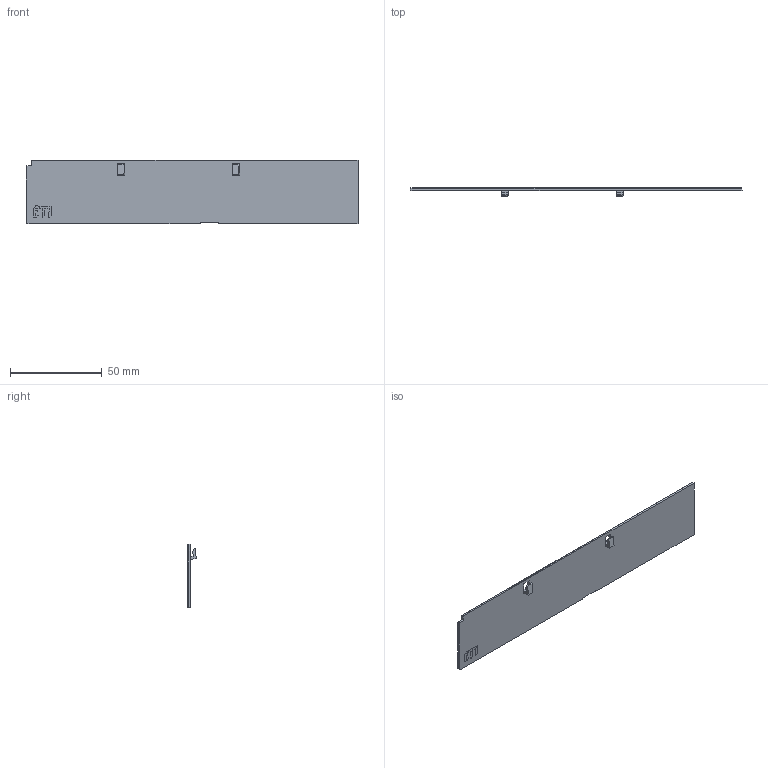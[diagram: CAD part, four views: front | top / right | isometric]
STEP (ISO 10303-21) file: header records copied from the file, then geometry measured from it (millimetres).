
FILE_DESCRIPTION((''),'2;1');
FILE_NAME('G8431046_A-SST-60_3-A_SEITLICHE_ASM','2021-05-13T',('marketing.praksa'),('Audax d.o.o.'),'CREO PARAMETRIC BY PTC INC, 2017480','CREO PARAMETRIC BY PTC INC, 2017480','');
FILE_SCHEMA(('AUTOMOTIVE_DESIGN { 1 0 10303 214 1 1 1 1 }'));
Products named in the file (3): _____ETI_LOGO; 88; G8431046_A-SST-60_3-A_SEITLICHE_ASM
Assembly tree (2 placements, depth 2):
  G8431046_A-SST-60_3-A_SEITLICHE_ASM
    _____ETI_LOGO
    88
Bounding box: 180.99 x 4.69 x 34.5 mm (x, y, z)
Volume: 9319 mm3; surface area: 13230.3 mm2
Topology: 4 solids, 4 shells, 156 faces, 427 edges, 279 vertices
Faces by surface type: plane 94, cylinder 59, bspline 2, sphere 1
Entity records: 7754 total; most frequent: CARTESIAN_POINT 1054, ORIENTED_EDGE 848, DIRECTION 844, PRESENTATION_STYLE_ASSIGNMENT 584, STYLED_ITEM 584, CURVE_STYLE 424, EDGE_CURVE 424, VECTOR 308
